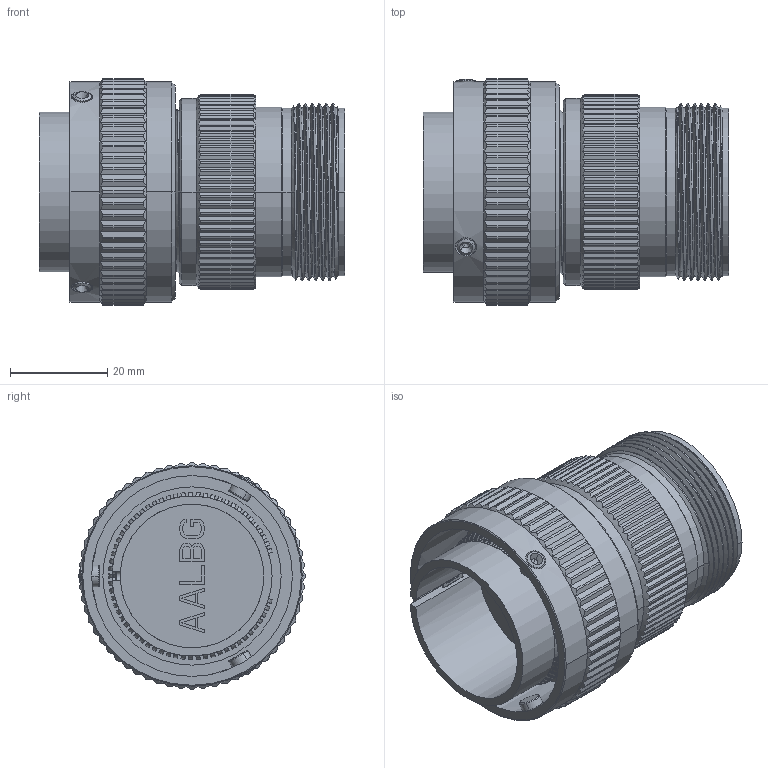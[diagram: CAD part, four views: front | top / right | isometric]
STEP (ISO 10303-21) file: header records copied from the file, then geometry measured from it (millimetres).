
FILE_DESCRIPTION((''),'2;1');
FILE_NAME('VG95234L-24_SW0001','2023-03-16T09:51:56',('paultorloting'),('NET AG system integration'),'CREO PARAMETRIC BY PTC INC, 2021404','CREO PARAMETRIC BY PTC INC, 2021404','');
FILE_SCHEMA(('AUTOMOTIVE_DESIGN { 1 0 10303 214 1 1 1 1 }'));
Products named in the file (1): VG95234L-24_SW0001
Bounding box: 62.8 x 46.46 x 46.46 mm (x, y, z)
Volume: 55550.5 mm3; surface area: 24600.5 mm2
Topology: 1 solids, 1 shells, 2243 faces, 6323 edges, 3984 vertices
Faces by surface type: bspline 907, plane 731, cylinder 535, cone 64, torus 6
Entity records: 119468 total; most frequent: CARTESIAN_POINT 62909, ORIENTED_EDGE 12634, EDGE_CURVE 6317, DIRECTION 6242, VERTEX_POINT 3984, B_SPLINE_CURVE_WITH_KNOTS 3360, EDGE_LOOP 2407, VECTOR 2367
